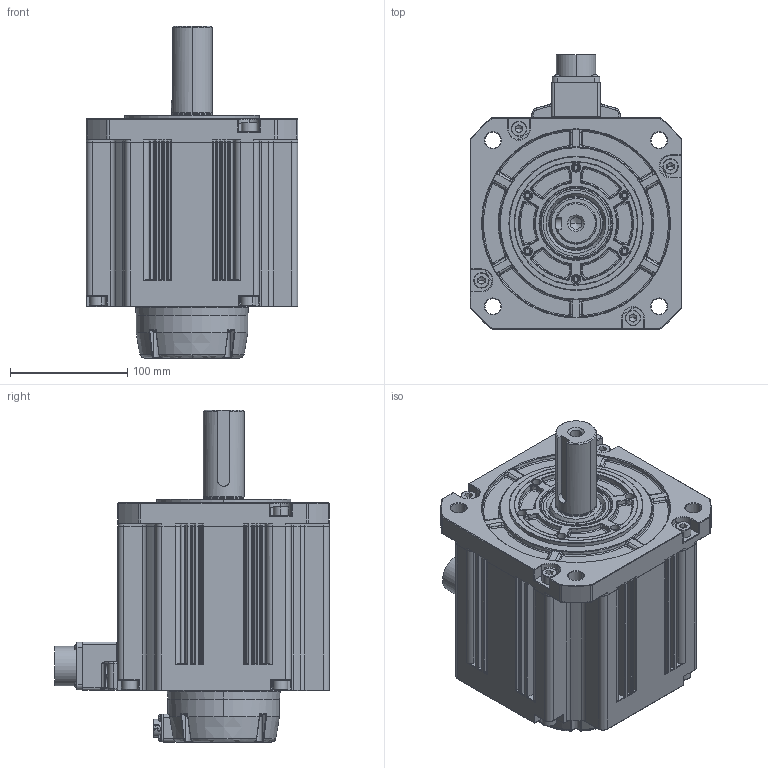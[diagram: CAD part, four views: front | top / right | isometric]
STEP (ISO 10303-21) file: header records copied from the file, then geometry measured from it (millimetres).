
FILE_DESCRIPTION (( 'STEP AP203' ), '1' );
FILE_NAME ('SV-X6MG440S-N4LD.STEP', '2021-10-12T13:35:21', ( 'China' ), ( 'Microsoft' ), 'SwSTEP 2.0', 'SolidWorks 2016', '' );
FILE_SCHEMA (( 'CONFIG_CONTROL_DESIGN' ));
Length unit declared in the file: millimetre
Products named in the file (1): SV-X6MG440S-N4LD
Bounding box: 180 x 233.9 x 282.6 mm (x, y, z)
Volume: 4941634.8 mm3; surface area: 255598.1 mm2
Topology: 5 solids, 34 shells, 3471 faces, 9536 edges, 5937 vertices
Faces by surface type: cylinder 1206, plane 1197, bspline 515, cone 334, torus 156, sphere 63
Entity records: 139339 total; most frequent: CARTESIAN_POINT 56675, ORIENTED_EDGE 18830, DIRECTION 15732, EDGE_CURVE 9415, VERTEX_POINT 5929, AXIS2_PLACEMENT_3D 5911, VECTOR 3910, LINE 3910
